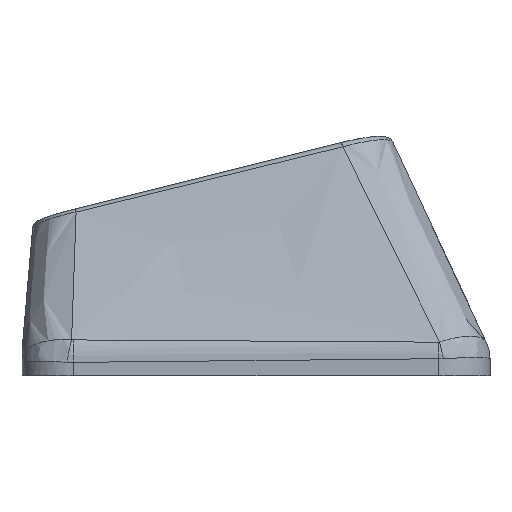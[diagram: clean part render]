
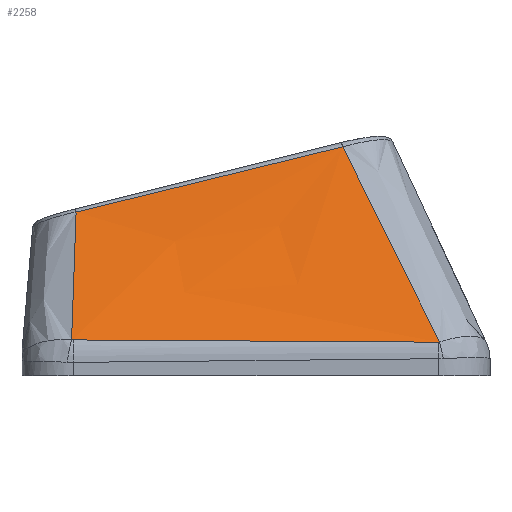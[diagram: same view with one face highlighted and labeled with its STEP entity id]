
A CAD part, left-side view. The second image highlights one B-rep face of the part: STEP entity #2258.
In plain terms, the highlighted free-form (B-spline) face has degree [3, 3] with [4, 4] control points.
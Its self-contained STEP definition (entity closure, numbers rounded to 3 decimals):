
#369=FACE_OUTER_BOUND('',#487,.T.);
#487=EDGE_LOOP('',(#1707,#1708,#1709,#1710,#1711,#1712));
#691=B_SPLINE_CURVE_WITH_KNOTS('',3,(#4217,#4218,#4219,#4220),
 .UNSPECIFIED.,.F.,.F.,(4,4),(0.,0.005),.UNSPECIFIED.);
#693=B_SPLINE_CURVE_WITH_KNOTS('',3,(#4244,#4245,#4246,#4247),
 .UNSPECIFIED.,.F.,.F.,(4,4),(0.,1.416),.UNSPECIFIED.);
#695=B_SPLINE_CURVE_WITH_KNOTS('',3,(#4271,#4272,#4273,#4274),
 .UNSPECIFIED.,.F.,.F.,(4,4),(0.,0.006),
 .UNSPECIFIED.);
#710=B_SPLINE_CURVE_WITH_KNOTS('',3,(#4568,#4569,#4570,#4571),
 .UNSPECIFIED.,.F.,.F.,(4,4),(0.023,0.942),
 .UNSPECIFIED.);
#711=B_SPLINE_CURVE_WITH_KNOTS('',3,(#4573,#4574,#4575,#4576),
 .UNSPECIFIED.,.F.,.F.,(4,4),(-1.249,-0.184),
 .UNSPECIFIED.);
#712=B_SPLINE_CURVE_WITH_KNOTS('',3,(#4577,#4578,#4579,#4580),
 .UNSPECIFIED.,.F.,.F.,(4,4),(-0.627,-0.017),
 .UNSPECIFIED.);
#918=VERTEX_POINT('',#4179);
#920=VERTEX_POINT('',#4210);
#922=VERTEX_POINT('',#4237);
#924=VERTEX_POINT('',#4264);
#945=VERTEX_POINT('',#4567);
#946=VERTEX_POINT('',#4572);
#1197=EDGE_CURVE('',#918,#920,#691,.T.);
#1200=EDGE_CURVE('',#920,#922,#693,.T.);
#1203=EDGE_CURVE('',#922,#924,#695,.T.);
#1236=EDGE_CURVE('',#945,#918,#710,.T.);
#1237=EDGE_CURVE('',#946,#945,#711,.T.);
#1238=EDGE_CURVE('',#924,#946,#712,.T.);
#1707=ORIENTED_EDGE('',*,*,#1203,.F.);
#1708=ORIENTED_EDGE('',*,*,#1200,.F.);
#1709=ORIENTED_EDGE('',*,*,#1197,.F.);
#1710=ORIENTED_EDGE('',*,*,#1236,.F.);
#1711=ORIENTED_EDGE('',*,*,#1237,.F.);
#1712=ORIENTED_EDGE('',*,*,#1238,.F.);
#2197=B_SPLINE_SURFACE_WITH_KNOTS('',3,3,((#4551,#4552,#4553,#4554),(#4555,
#4556,#4557,#4558),(#4559,#4560,#4561,#4562),(#4563,#4564,#4565,#4566)),
 .UNSPECIFIED.,.F.,.F.,.F.,(4,4),(4,4),(0.1,0.894),
(0.024,0.963),.UNSPECIFIED.);
#2258=ADVANCED_FACE('',(#369),#2197,.T.);
#4179=CARTESIAN_POINT('',(-25.603,-7.122,0.309));
#4210=CARTESIAN_POINT('',(-25.604,-7.076,0.304));
#4217=CARTESIAN_POINT('Ctrl Pts',(-25.603,-7.122,0.309));
#4218=CARTESIAN_POINT('Ctrl Pts',(-25.604,-7.107,0.306));
#4219=CARTESIAN_POINT('Ctrl Pts',(-25.605,-7.092,0.304));
#4220=CARTESIAN_POINT('Ctrl Pts',(-25.604,-7.076,0.304));
#4237=CARTESIAN_POINT('',(-25.471,7.093,0.391));
#4244=CARTESIAN_POINT('Ctrl Pts',(-25.604,-7.076,0.304));
#4245=CARTESIAN_POINT('Ctrl Pts',(-25.577,-2.354,0.328));
#4246=CARTESIAN_POINT('Ctrl Pts',(-25.541,2.368,0.358));
#4247=CARTESIAN_POINT('Ctrl Pts',(-25.471,7.093,0.391));
#4264=CARTESIAN_POINT('',(-25.466,7.156,0.397));
#4271=CARTESIAN_POINT('Ctrl Pts',(-25.471,7.093,0.391));
#4272=CARTESIAN_POINT('Ctrl Pts',(-25.47,7.114,0.391));
#4273=CARTESIAN_POINT('Ctrl Pts',(-25.469,7.135,0.393));
#4274=CARTESIAN_POINT('Ctrl Pts',(-25.466,7.156,0.397));
#4551=CARTESIAN_POINT('Ctrl Pts',(-21.951,-3.793,7.988));
#4552=CARTESIAN_POINT('Ctrl Pts',(-23.169,-4.903,5.427));
#4553=CARTESIAN_POINT('Ctrl Pts',(-24.387,-6.014,2.866));
#4554=CARTESIAN_POINT('Ctrl Pts',(-25.605,-7.124,0.304));
#4555=CARTESIAN_POINT('Ctrl Pts',(-21.951,-0.135,
7.098));
#4556=CARTESIAN_POINT('Ctrl Pts',(-23.169,-0.878,
4.822));
#4557=CARTESIAN_POINT('Ctrl Pts',(-24.387,-1.621,2.546));
#4558=CARTESIAN_POINT('Ctrl Pts',(-25.605,-2.364,0.271));
#4559=CARTESIAN_POINT('Ctrl Pts',(-21.951,3.522,6.207));
#4560=CARTESIAN_POINT('Ctrl Pts',(-23.169,3.147,4.217));
#4561=CARTESIAN_POINT('Ctrl Pts',(-24.387,2.771,2.227));
#4562=CARTESIAN_POINT('Ctrl Pts',(-25.605,2.395,0.237));
#4563=CARTESIAN_POINT('Ctrl Pts',(-21.951,7.18,5.317));
#4564=CARTESIAN_POINT('Ctrl Pts',(-23.169,7.172,3.612));
#4565=CARTESIAN_POINT('Ctrl Pts',(-24.387,7.163,1.907));
#4566=CARTESIAN_POINT('Ctrl Pts',(-25.605,7.155,0.203));
#4567=CARTESIAN_POINT('',(-21.951,-3.36,7.883));
#4568=CARTESIAN_POINT('Ctrl Pts',(-21.951,-3.36,7.883));
#4569=CARTESIAN_POINT('Ctrl Pts',(-23.185,-4.626,5.368));
#4570=CARTESIAN_POINT('Ctrl Pts',(-24.398,-5.878,2.842));
#4571=CARTESIAN_POINT('Ctrl Pts',(-25.603,-7.122,0.309));
#4572=CARTESIAN_POINT('',(-21.959,6.981,5.355));
#4573=CARTESIAN_POINT('Ctrl Pts',(-21.959,6.981,5.355));
#4574=CARTESIAN_POINT('Ctrl Pts',(-21.959,3.533,6.192));
#4575=CARTESIAN_POINT('Ctrl Pts',(-21.955,0.086,
7.036));
#4576=CARTESIAN_POINT('Ctrl Pts',(-21.951,-3.36,7.883));
#4577=CARTESIAN_POINT('Ctrl Pts',(-25.466,7.156,0.397));
#4578=CARTESIAN_POINT('Ctrl Pts',(-24.289,7.081,2.045));
#4579=CARTESIAN_POINT('Ctrl Pts',(-23.12,7.019,3.698));
#4580=CARTESIAN_POINT('Ctrl Pts',(-21.959,6.981,5.355));
